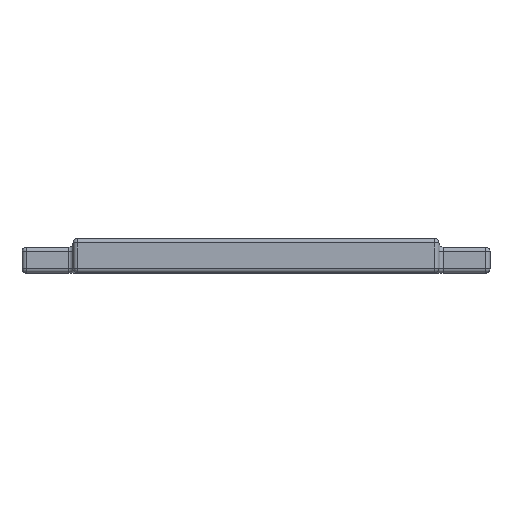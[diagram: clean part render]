
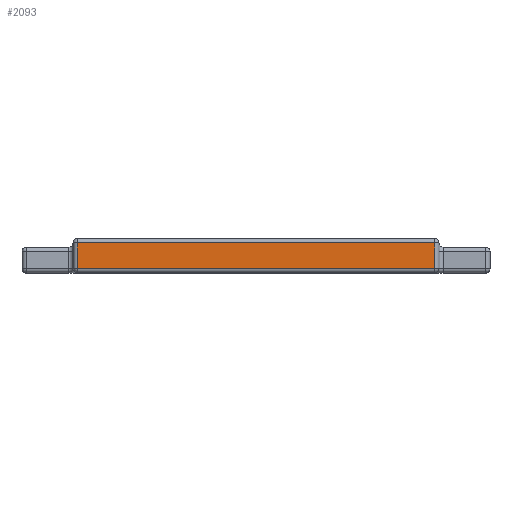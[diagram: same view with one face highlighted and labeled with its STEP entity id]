
A CAD part, top view. The second image highlights one B-rep face of the part: STEP entity #2093.
In plain terms, the highlighted planar face has unit normal (0, 0, 1).
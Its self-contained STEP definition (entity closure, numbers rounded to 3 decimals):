
#144=LINE('',#3666,#233);
#151=LINE('',#3692,#240);
#169=LINE('',#3794,#258);
#171=LINE('',#3799,#260);
#233=VECTOR('',#2937,10.);
#240=VECTOR('',#2966,10.);
#258=VECTOR('',#3098,10.);
#260=VECTOR('',#3104,10.);
#296=PLANE('',#2435);
#396=FACE_OUTER_BOUND('',#547,.T.);
#547=EDGE_LOOP('',(#1843,#1844,#1845,#1846));
#948=VERTEX_POINT('',#3656);
#950=VERTEX_POINT('',#3662);
#959=VERTEX_POINT('',#3690);
#986=VERTEX_POINT('',#3786);
#1198=EDGE_CURVE('',#948,#950,#144,.T.);
#1211=EDGE_CURVE('',#959,#948,#151,.T.);
#1264=EDGE_CURVE('',#950,#986,#169,.T.);
#1267=EDGE_CURVE('',#986,#959,#171,.T.);
#1843=ORIENTED_EDGE('',*,*,#1198,.F.);
#1844=ORIENTED_EDGE('',*,*,#1211,.F.);
#1845=ORIENTED_EDGE('',*,*,#1267,.F.);
#1846=ORIENTED_EDGE('',*,*,#1264,.F.);
#2093=ADVANCED_FACE('',(#396),#296,.T.);
#2435=AXIS2_PLACEMENT_3D('',#3837,#3158,#3159);
#2937=DIRECTION('',(0.,-1.,0.));
#2966=DIRECTION('',(1.,0.,0.));
#3098=DIRECTION('',(-1.,0.,0.));
#3104=DIRECTION('',(0.,1.,0.));
#3158=DIRECTION('center_axis',(0.,0.,1.));
#3159=DIRECTION('ref_axis',(1.,0.,0.));
#3656=CARTESIAN_POINT('',(48.5,3.5,0.));
#3662=CARTESIAN_POINT('',(48.5,0.5,0.));
#3666=CARTESIAN_POINT('',(48.5,0.,0.));
#3690=CARTESIAN_POINT('',(6.5,3.5,0.));
#3692=CARTESIAN_POINT('',(16.75,3.5,0.));
#3786=CARTESIAN_POINT('',(6.5,0.5,0.));
#3794=CARTESIAN_POINT('',(16.75,0.5,0.));
#3799=CARTESIAN_POINT('',(6.5,0.,0.));
#3837=CARTESIAN_POINT('Origin',(6.,0.,0.));
